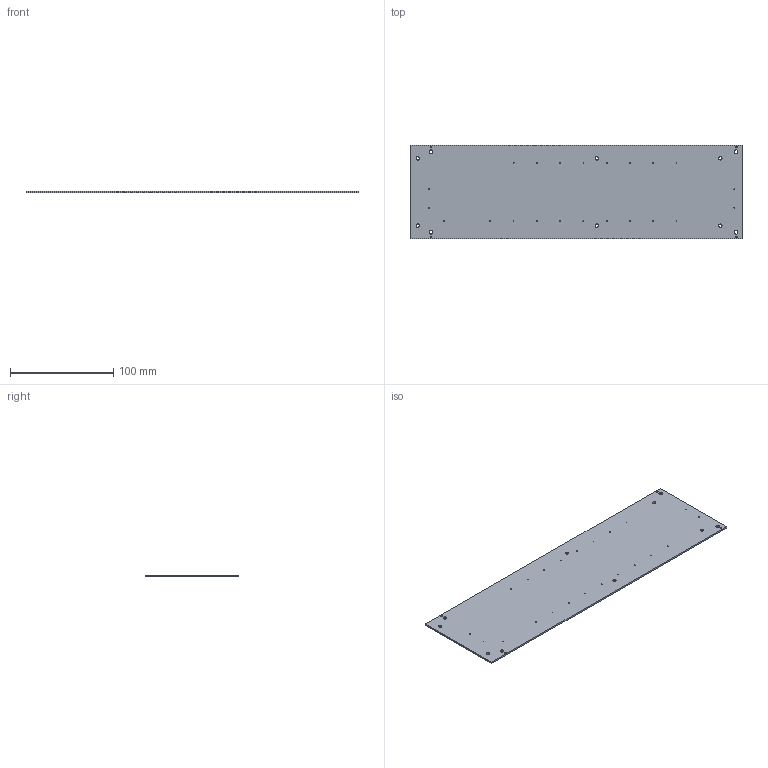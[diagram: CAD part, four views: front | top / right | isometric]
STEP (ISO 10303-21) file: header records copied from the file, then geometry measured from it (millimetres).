
FILE_DESCRIPTION (( 'STEP AP214' ), '1' );
FILE_NAME ('Ïëàòà MOTHER_BOARD.STEP', '2021-02-16T08:32:52', ( '' ), ( '' ), 'SwSTEP 2.0', 'SolidWorks 2018', '' );
FILE_SCHEMA (( 'AUTOMOTIVE_DESIGN' ));
Length unit declared in the file: millimetre
Products named in the file (1): Ïëàòà MOTHER_BOARD
Bounding box: 320.88 x 90.6 x 1.6 mm (x, y, z)
Volume: 46342 mm3; surface area: 59535.8 mm2
Topology: 1 solids, 1 shells, 78 faces, 228 edges, 152 vertices
Faces by surface type: cylinder 72, plane 6
Entity records: 2854 total; most frequent: DIRECTION 530, CARTESIAN_POINT 459, ORIENTED_EDGE 456, EDGE_CURVE 228, AXIS2_PLACEMENT_3D 223, VERTEX_POINT 152, EDGE_LOOP 150, CIRCLE 144
